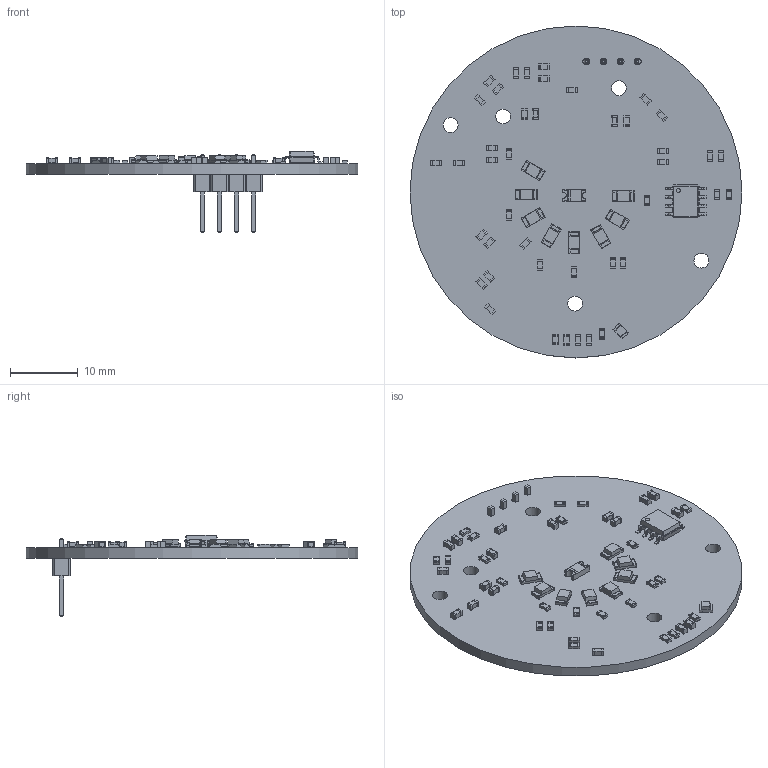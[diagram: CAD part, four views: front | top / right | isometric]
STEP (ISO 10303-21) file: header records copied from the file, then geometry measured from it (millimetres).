
FILE_DESCRIPTION(('KiCad electronic assembly'),'2;1');
FILE_NAME('PCB KiCad v0.6.STEP','2022-11-04T12:10:26',('Pcbnew'),( 'Kicad'),'Open CASCADE STEP processor 7.6','KiCad to STEP converter' ,'Unknown');
FILE_SCHEMA(('AUTOMOTIVE_DESIGN { 1 0 10303 214 1 1 1 1 }'));
Length unit declared in the file: millimetre
Products named in the file (16): PCB KiCad v0.6 1; LED_1206_3216Metric; SOLID; C_0603_1608Metric; R_0603_1608Metric; D_1206_3216Metric; SOIC-8_3.9x4.9mm_P1.27mm; LED_0805_2012Metric; PinHeader_1x04_P2.54mm_Vertical; RoundScanner PCB
Assembly tree (62 placements, depth 3):
  PCB KiCad v0.6 1
    LED_1206_3216Metric  x8
      SOLID
    C_0603_1608Metric  x18
      SOLID
    R_0603_1608Metric  x24
      SOLID
    D_1206_3216Metric
      SOLID
    SOIC-8_3.9x4.9mm_P1.27mm
      SOLID
    LED_0805_2012Metric
      SOLID
    PinHeader_1x04_P2.54mm_Vertical
      SOLID
    RoundScanner PCB
Bounding box: 49.12 x 49.12 x 11.99 mm (x, y, z)
Volume: 3175.2 mm3; surface area: 4764.8 mm2
Topology: 55 solids, 55 shells, 1885 faces, 4904 edges, 3184 vertices
Faces by surface type: bspline 1873, cylinder 10, plane 2
Full cylindrical faces by diameter (mm): 1 x4, 2.2 x5, 49.117 x1
Entity records: 30068 total; most frequent: CARTESIAN_POINT 10739, B_SPLINE_CURVE_WITH_KNOTS 3149, ORIENTED_EDGE 2370, PCURVE 2370, DEFINITIONAL_REPRESENTATION 2370, EDGE_CURVE 1185, SURFACE_CURVE 1174, VERTEX_POINT 754
